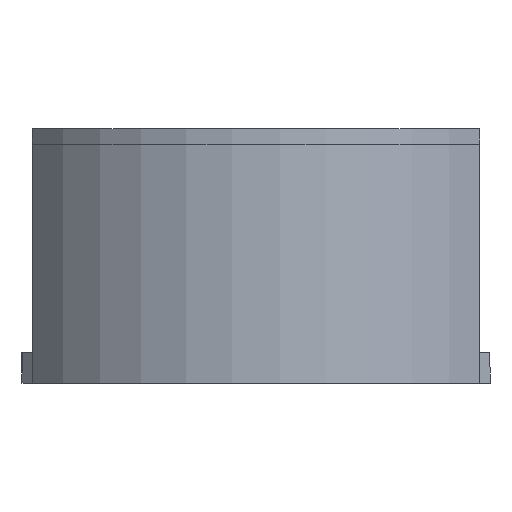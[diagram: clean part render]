
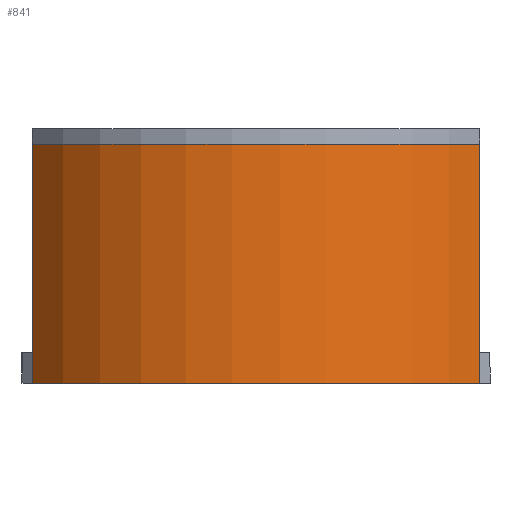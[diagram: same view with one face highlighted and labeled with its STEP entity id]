
A CAD part, left-side view. The second image highlights one B-rep face of the part: STEP entity #841.
In plain terms, the highlighted cylindrical face has radius 54.5 mm (diameter 109 mm), a partial arc.
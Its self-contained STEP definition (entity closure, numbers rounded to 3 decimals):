
#110 = EDGE_CURVE ( 'NONE', #1635, #2765, #3695, .T. ) ;
#275 = CARTESIAN_POINT ( 'NONE',  ( -32.16, -47., -44. ) ) ;
#363 = CARTESIAN_POINT ( 'NONE',  ( 0., -47., 0. ) ) ;
#392 = DIRECTION ( 'NONE',  ( 0., 1., 0. ) ) ;
#573 = DIRECTION ( 'NONE',  ( 0., 0., -1. ) ) ;
#604 = CARTESIAN_POINT ( 'NONE',  ( -32.16, 0., -44. ) ) ;
#638 = DIRECTION ( 'NONE',  ( 0., -1., 0. ) ) ;
#690 = DIRECTION ( 'NONE',  ( 0., 0., 1. ) ) ;
#768 = AXIS2_PLACEMENT_3D ( 'NONE', #363, #638, #573 ) ;
#771 = EDGE_CURVE ( 'NONE', #2765, #1862, #2811, .T. ) ;
#821 = DIRECTION ( 'NONE',  ( 0., -1., 0. ) ) ;
#841 = ADVANCED_FACE ( 'NONE', ( #3376 ), #1117, .T. ) ;
#1051 = DIRECTION ( 'NONE',  ( 0., 1., 0. ) ) ;
#1117 = CYLINDRICAL_SURFACE ( 'NONE', #3690, 54.5 ) ;
#1210 = LINE ( 'NONE', #2173, #1776 ) ;
#1345 = EDGE_CURVE ( 'NONE', #1635, #3281, #1210, .T. ) ;
#1464 = ORIENTED_EDGE ( 'NONE', *, *, #1345, .T. ) ;
#1496 = CARTESIAN_POINT ( 'NONE',  ( 0., -47., 0. ) ) ;
#1635 = VERTEX_POINT ( 'NONE', #3358 ) ;
#1728 = ORIENTED_EDGE ( 'NONE', *, *, #3446, .T. ) ;
#1776 = VECTOR ( 'NONE', #1051, 1000. ) ;
#1830 = EDGE_LOOP ( 'NONE', ( #1728, #2178, #3471, #1464 ) ) ;
#1862 = VERTEX_POINT ( 'NONE', #604 ) ;
#1970 = CIRCLE ( 'NONE', #3526, 54.5 ) ;
#2117 = CARTESIAN_POINT ( 'NONE',  ( -32.16, -47., -44. ) ) ;
#2173 = CARTESIAN_POINT ( 'NONE',  ( -32.16, -47., 44. ) ) ;
#2178 = ORIENTED_EDGE ( 'NONE', *, *, #771, .F. ) ;
#2537 = CARTESIAN_POINT ( 'NONE',  ( 0., 0., 0. ) ) ;
#2765 = VERTEX_POINT ( 'NONE', #2117 ) ;
#2811 = LINE ( 'NONE', #275, #3636 ) ;
#2832 = DIRECTION ( 'NONE',  ( 0., 0., -1. ) ) ;
#3200 = DIRECTION ( 'NONE',  ( 0., 1., 0. ) ) ;
#3281 = VERTEX_POINT ( 'NONE', #3292 ) ;
#3292 = CARTESIAN_POINT ( 'NONE',  ( -32.16, 0., 44. ) ) ;
#3358 = CARTESIAN_POINT ( 'NONE',  ( -32.16, -47., 44. ) ) ;
#3376 = FACE_OUTER_BOUND ( 'NONE', #1830, .T. ) ;
#3446 = EDGE_CURVE ( 'NONE', #3281, #1862, #1970, .T. ) ;
#3471 = ORIENTED_EDGE ( 'NONE', *, *, #110, .F. ) ;
#3526 = AXIS2_PLACEMENT_3D ( 'NONE', #2537, #821, #2832 ) ;
#3636 = VECTOR ( 'NONE', #392, 1000. ) ;
#3690 = AXIS2_PLACEMENT_3D ( 'NONE', #1496, #3200, #690 ) ;
#3695 = CIRCLE ( 'NONE', #768, 54.5 ) ;
